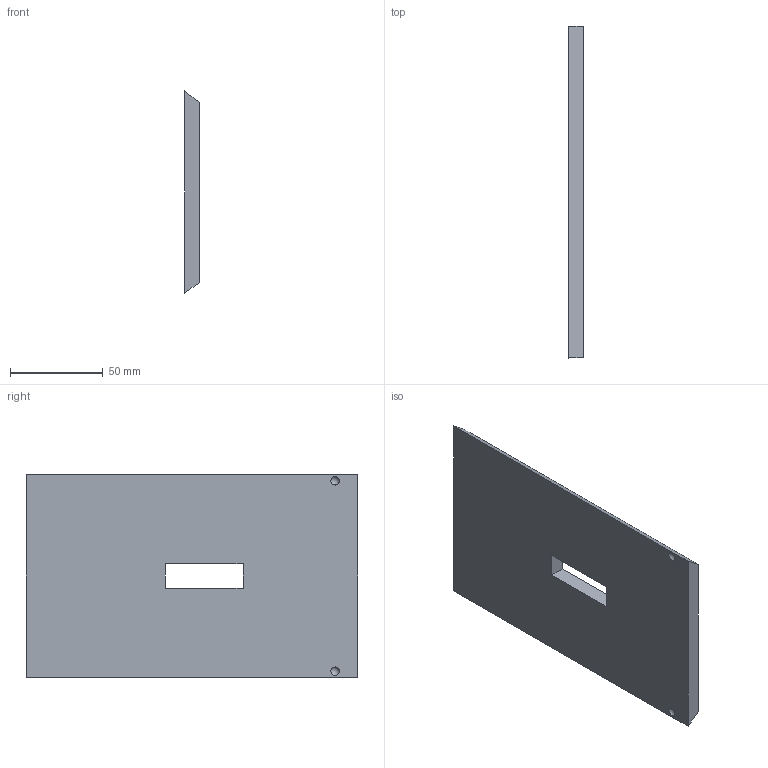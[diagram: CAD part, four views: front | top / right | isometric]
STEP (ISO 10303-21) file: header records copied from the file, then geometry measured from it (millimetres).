
FILE_DESCRIPTION(/* description */ (''),/* implementation_level */ '2;1');
FILE_NAME(/* name */ 'A500_Lid.stp',/* time_stamp */ '2025-09-02T10:42:11-04:00',/* author */ ('usman'),/* organization */ (''),/* preprocessor_version */ 'ST-DEVELOPER v20.1',/* originating_system */ 'Autodesk Inventor 2026',/* authorisation */ '');
FILE_SCHEMA (('AUTOMOTIVE_DESIGN { 1 0 10303 214 3 1 1 }'));
Length unit declared in the file: millimetre
Products named in the file (1): A500_Lid
Bounding box: 8 x 178.9 x 109 mm (x, y, z)
Volume: 142692.8 mm3; surface area: 43312.3 mm2
Topology: 1 solids, 1 shells, 717 faces, 1970 edges, 1315 vertices
Faces by surface type: bspline 429, plane 286, sphere 2
Entity records: 25127 total; most frequent: CARTESIAN_POINT 9793, ORIENTED_EDGE 3940, EDGE_CURVE 1970, DIRECTION 1692, VERTEX_POINT 1314, LINE 1110, VECTOR 1110, B_SPLINE_CURVE_WITH_KNOTS 858
